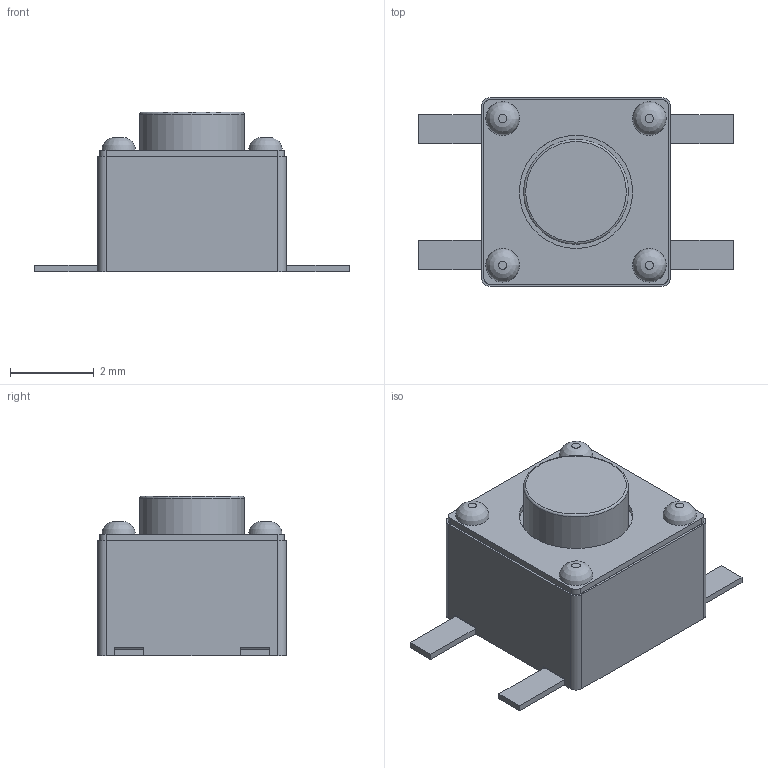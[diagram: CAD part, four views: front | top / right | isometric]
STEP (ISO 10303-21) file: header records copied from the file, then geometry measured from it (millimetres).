
FILE_DESCRIPTION(/* description */ (''),/* implementation_level */ '2;1');
FILE_NAME(/* name */ 'Tact Switch SMD 4.5x4.5mm_ipt_5ba6c473.STEP',/* time_stamp */ '2021-11-25T10:12:34-03:00',/* author */ (''),/* organization */ (''),/* preprocessor_version */ 'ST-DEVELOPER v18.1',/* originating_system */ 'Autodesk Inventor 2020',/* authorisation */ '');
FILE_SCHEMA (('AUTOMOTIVE_DESIGN { 1 0 10303 214 3 1 1 }'));
Length unit declared in the file: millimetre
Products named in the file (1): Tact Switch SMD 4.5x4.5mm
Bounding box: 7.5 x 4.5 x 3.8 mm (x, y, z)
Volume: 2.5 mm3; surface area: 135.7 mm2
Topology: 5 solids, 11 shells, 88 faces, 223 edges, 155 vertices
Faces by surface type: plane 64, cylinder 19, bspline 4, torus 1
Full cylindrical faces by diameter (mm): 0.8 x4, 2.5 x1, 2.7 x1, 3 x1
Entity records: 3033 total; most frequent: CARTESIAN_POINT 703, DIRECTION 463, ORIENTED_EDGE 436, EDGE_CURVE 223, AXIS2_PLACEMENT_3D 156, VERTEX_POINT 155, LINE 151, VECTOR 151
